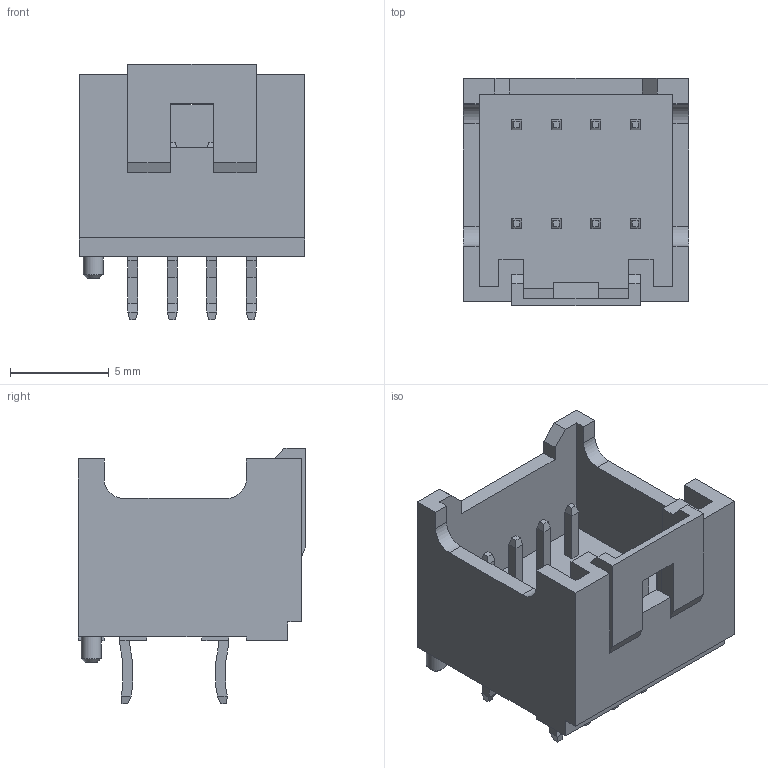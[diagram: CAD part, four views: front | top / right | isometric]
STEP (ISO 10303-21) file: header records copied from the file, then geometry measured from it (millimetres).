
FILE_DESCRIPTION(/* description */ ('Unknown'),/* implementation_level */ '2;1');
FILE_NAME(/* name */ 'J_Wurth_WR-WTB_62400821622',/* time_stamp */ '2025-05-26T13:32:03+08:00',/* author */ ('Unknown'),/* organization */ ('Unknown'),/* preprocessor_version */ 'ST-DEVELOPER v19.4',/* originating_system */ 'Solid Edge',/* authorisation */ 'Unknown');
FILE_SCHEMA (('AUTOMOTIVE_DESIGN {1 0 10303 214 3 1 1}'));
Length unit declared in the file: millimetre
Products named in the file (2): J_Wurth_WR-WTB_62400821622
Assembly tree (1 placements, depth 2):
  J_Wurth_WR-WTB_62400821622
    J_Wurth_WR-WTB_62400821622
Bounding box: 11.4 x 11.5 x 12.95 mm (x, y, z)
Volume: 526.7 mm3; surface area: 1054.3 mm2
Topology: 1 solids, 1 shells, 324 faces, 849 edges, 553 vertices
Faces by surface type: plane 318, cylinder 5, cone 1
Full cylindrical faces by diameter (mm): 1 x1
Entity records: 12008 total; most frequent: CARTESIAN_POINT 1724, ORIENTED_EDGE 1692, DIRECTION 1509, EDGE_CURVE 846, LINE 835, VECTOR 835, VERTEX_POINT 552, EDGE_LOOP 354
